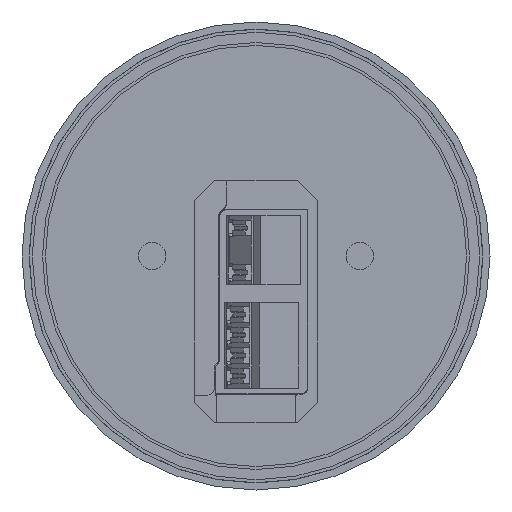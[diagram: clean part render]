
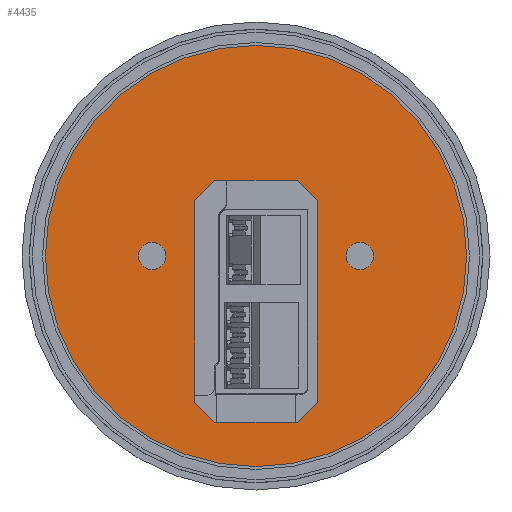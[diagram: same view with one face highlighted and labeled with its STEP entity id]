
A CAD part, front view. The second image highlights one B-rep face of the part: STEP entity #4435.
In plain terms, the highlighted planar face has unit normal (0, -1, 0).
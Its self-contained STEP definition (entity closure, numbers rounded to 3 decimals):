
#58 = PLANE ( 'NONE',  #6133 ) ;
#159 = AXIS2_PLACEMENT_3D ( 'NONE', #7837, #4086, #3495 ) ;
#189 = CARTESIAN_POINT ( 'NONE',  ( -17.75, 0., -2.35 ) ) ;
#309 = VERTEX_POINT ( 'NONE', #1938 ) ;
#327 = VERTEX_POINT ( 'NONE', #1444 ) ;
#411 = DIRECTION ( 'NONE',  ( 0., 0., -1. ) ) ;
#564 = VERTEX_POINT ( 'NONE', #7881 ) ;
#584 = EDGE_LOOP ( 'NONE', ( #1784, #7878, #1461, #4774, #5587, #5652, #9263, #838 ) ) ;
#632 = CARTESIAN_POINT ( 'NONE',  ( 10.5, 0., 0. ) ) ;
#707 = DIRECTION ( 'NONE',  ( -1., 0., 0. ) ) ;
#748 = LINE ( 'NONE', #7540, #2188 ) ;
#838 = ORIENTED_EDGE ( 'NONE', *, *, #2422, .T. ) ;
#966 = DIRECTION ( 'NONE',  ( 0., 1., 0. ) ) ;
#1177 = AXIS2_PLACEMENT_3D ( 'NONE', #4567, #9052, #9004 ) ;
#1260 = CARTESIAN_POINT ( 'NONE',  ( -7.05, 0., -28.45 ) ) ;
#1444 = CARTESIAN_POINT ( 'NONE',  ( -7.05, 0., 12.95 ) ) ;
#1457 = DIRECTION ( 'NONE',  ( 0., 0., 1. ) ) ;
#1459 = VERTEX_POINT ( 'NONE', #4384 ) ;
#1461 = ORIENTED_EDGE ( 'NONE', *, *, #5729, .T. ) ;
#1496 = VERTEX_POINT ( 'NONE', #3264 ) ;
#1504 = CARTESIAN_POINT ( 'NONE',  ( -10.5, 0., 0. ) ) ;
#1651 = EDGE_CURVE ( 'NONE', #2343, #3045, #8923, .T. ) ;
#1765 = VERTEX_POINT ( 'NONE', #3013 ) ;
#1784 = ORIENTED_EDGE ( 'NONE', *, *, #3825, .T. ) ;
#1801 = EDGE_CURVE ( 'NONE', #1496, #1765, #6145, .T. ) ;
#1832 = DIRECTION ( 'NONE',  ( 0., 0., -1. ) ) ;
#1859 = DIRECTION ( 'NONE',  ( 0., 1., 0. ) ) ;
#1898 = DIRECTION ( 'NONE',  ( -0.707, 0., 0.707 ) ) ;
#1938 = CARTESIAN_POINT ( 'NONE',  ( -7.05, 0., -28.45 ) ) ;
#1982 = ORIENTED_EDGE ( 'NONE', *, *, #1651, .T. ) ;
#1989 = CARTESIAN_POINT ( 'NONE',  ( 0., 0., 12.95 ) ) ;
#2082 = LINE ( 'NONE', #1504, #3465 ) ;
#2091 = CIRCLE ( 'NONE', #7012, 2.35 ) ;
#2188 = VECTOR ( 'NONE', #8888, 1000. ) ;
#2192 = VERTEX_POINT ( 'NONE', #3577 ) ;
#2263 = FACE_BOUND ( 'NONE', #3469, .T. ) ;
#2343 = VERTEX_POINT ( 'NONE', #4159 ) ;
#2407 = DIRECTION ( 'NONE',  ( 0., 1., 0. ) ) ;
#2422 = EDGE_CURVE ( 'NONE', #327, #7343, #6366, .T. ) ;
#2439 = LINE ( 'NONE', #4842, #3827 ) ;
#2442 = CIRCLE ( 'NONE', #2757, 2.35 ) ;
#2511 = EDGE_CURVE ( 'NONE', #9479, #1459, #2082, .T. ) ;
#2614 = EDGE_LOOP ( 'NONE', ( #6617, #1982 ) ) ;
#2721 = CARTESIAN_POINT ( 'NONE',  ( -10.5, 0., 9.5 ) ) ;
#2757 = AXIS2_PLACEMENT_3D ( 'NONE', #9317, #1859, #411 ) ;
#2815 = CARTESIAN_POINT ( 'NONE',  ( 7.05, 0., 12.95 ) ) ;
#2901 = ORIENTED_EDGE ( 'NONE', *, *, #4635, .T. ) ;
#2987 = CARTESIAN_POINT ( 'NONE',  ( -36.432, 0., -36.432 ) ) ;
#3013 = CARTESIAN_POINT ( 'NONE',  ( 17.75, 0., 2.35 ) ) ;
#3045 = VERTEX_POINT ( 'NONE', #189 ) ;
#3215 = VECTOR ( 'NONE', #1898, 1000. ) ;
#3228 = ORIENTED_EDGE ( 'NONE', *, *, #6839, .T. ) ;
#3264 = CARTESIAN_POINT ( 'NONE',  ( 17.75, 0., -2.35 ) ) ;
#3370 = ORIENTED_EDGE ( 'NONE', *, *, #8442, .T. ) ;
#3465 = VECTOR ( 'NONE', #1457, 1000. ) ;
#3467 = VERTEX_POINT ( 'NONE', #4093 ) ;
#3469 = EDGE_LOOP ( 'NONE', ( #8386, #3370 ) ) ;
#3495 = DIRECTION ( 'NONE',  ( 0., 0., -1. ) ) ;
#3521 = AXIS2_PLACEMENT_3D ( 'NONE', #4138, #6882, #1832 ) ;
#3531 = DIRECTION ( 'NONE',  ( 0.707, 0., 0.707 ) ) ;
#3577 = CARTESIAN_POINT ( 'NONE',  ( 0., 0., -36. ) ) ;
#3682 = DIRECTION ( 'NONE',  ( 0., 1., 0. ) ) ;
#3702 = FACE_OUTER_BOUND ( 'NONE', #4840, .T. ) ;
#3741 = CARTESIAN_POINT ( 'NONE',  ( -10.5, 0., -25. ) ) ;
#3806 = DIRECTION ( 'NONE',  ( 0., 0., -1. ) ) ;
#3825 = EDGE_CURVE ( 'NONE', #7343, #9055, #2439, .T. ) ;
#3827 = VECTOR ( 'NONE', #9224, 1000. ) ;
#4086 = DIRECTION ( 'NONE',  ( 0., 1., 0. ) ) ;
#4093 = CARTESIAN_POINT ( 'NONE',  ( 10.5, 0., -25. ) ) ;
#4138 = CARTESIAN_POINT ( 'NONE',  ( 0., 0., 0. ) ) ;
#4159 = CARTESIAN_POINT ( 'NONE',  ( -17.75, 0., 2.35 ) ) ;
#4226 = LINE ( 'NONE', #5139, #7533 ) ;
#4321 = EDGE_CURVE ( 'NONE', #9055, #3467, #9351, .T. ) ;
#4384 = CARTESIAN_POINT ( 'NONE',  ( -10.5, 0., 9.5 ) ) ;
#4435 = ADVANCED_FACE ( 'NONE', ( #6644, #2263, #4528, #3702 ), #58, .F. ) ;
#4528 = FACE_BOUND ( 'NONE', #584, .T. ) ;
#4567 = CARTESIAN_POINT ( 'NONE',  ( 0., 0., 0. ) ) ;
#4635 = EDGE_CURVE ( 'NONE', #4714, #2192, #8915, .T. ) ;
#4714 = VERTEX_POINT ( 'NONE', #8756 ) ;
#4761 = AXIS2_PLACEMENT_3D ( 'NONE', #8703, #3682, #7300 ) ;
#4774 = ORIENTED_EDGE ( 'NONE', *, *, #9272, .T. ) ;
#4840 = EDGE_LOOP ( 'NONE', ( #3228, #2901 ) ) ;
#4842 = CARTESIAN_POINT ( 'NONE',  ( 7.05, 0., 12.95 ) ) ;
#5139 = CARTESIAN_POINT ( 'NONE',  ( 0., 0., -28.45 ) ) ;
#5352 = CARTESIAN_POINT ( 'NONE',  ( -17.75, 0., 0. ) ) ;
#5587 = ORIENTED_EDGE ( 'NONE', *, *, #8835, .T. ) ;
#5652 = ORIENTED_EDGE ( 'NONE', *, *, #2511, .T. ) ;
#5729 = EDGE_CURVE ( 'NONE', #3467, #564, #748, .T. ) ;
#5736 = DIRECTION ( 'NONE',  ( 0., 0., -1. ) ) ;
#5847 = EDGE_CURVE ( 'NONE', #1459, #327, #8736, .T. ) ;
#6133 = AXIS2_PLACEMENT_3D ( 'NONE', #2987, #2407, #8143 ) ;
#6145 = CIRCLE ( 'NONE', #4761, 2.35 ) ;
#6366 = LINE ( 'NONE', #1989, #8234 ) ;
#6617 = ORIENTED_EDGE ( 'NONE', *, *, #6701, .T. ) ;
#6644 = FACE_BOUND ( 'NONE', #2614, .T. ) ;
#6701 = EDGE_CURVE ( 'NONE', #3045, #2343, #2091, .T. ) ;
#6787 = CARTESIAN_POINT ( 'NONE',  ( 10.5, 0., 9.5 ) ) ;
#6839 = EDGE_CURVE ( 'NONE', #2192, #4714, #8706, .T. ) ;
#6882 = DIRECTION ( 'NONE',  ( 0., -1., 0. ) ) ;
#6989 = LINE ( 'NONE', #1260, #3215 ) ;
#7012 = AXIS2_PLACEMENT_3D ( 'NONE', #5352, #966, #3806 ) ;
#7300 = DIRECTION ( 'NONE',  ( 0., 0., -1. ) ) ;
#7343 = VERTEX_POINT ( 'NONE', #2815 ) ;
#7408 = VECTOR ( 'NONE', #3531, 1000. ) ;
#7533 = VECTOR ( 'NONE', #707, 1000. ) ;
#7540 = CARTESIAN_POINT ( 'NONE',  ( 10.5, 0., -25. ) ) ;
#7669 = DIRECTION ( 'NONE',  ( 1., 0., 0. ) ) ;
#7837 = CARTESIAN_POINT ( 'NONE',  ( -17.75, 0., 0. ) ) ;
#7878 = ORIENTED_EDGE ( 'NONE', *, *, #4321, .T. ) ;
#7881 = CARTESIAN_POINT ( 'NONE',  ( 7.05, 0., -28.45 ) ) ;
#8143 = DIRECTION ( 'NONE',  ( 1., 0., 0. ) ) ;
#8234 = VECTOR ( 'NONE', #7669, 1000. ) ;
#8386 = ORIENTED_EDGE ( 'NONE', *, *, #1801, .T. ) ;
#8442 = EDGE_CURVE ( 'NONE', #1765, #1496, #2442, .T. ) ;
#8703 = CARTESIAN_POINT ( 'NONE',  ( 17.75, 0., 0. ) ) ;
#8706 = CIRCLE ( 'NONE', #1177, 36. ) ;
#8736 = LINE ( 'NONE', #2721, #7408 ) ;
#8756 = CARTESIAN_POINT ( 'NONE',  ( 0., 0., 36. ) ) ;
#8835 = EDGE_CURVE ( 'NONE', #309, #9479, #6989, .T. ) ;
#8888 = DIRECTION ( 'NONE',  ( -0.707, 0., -0.707 ) ) ;
#8915 = CIRCLE ( 'NONE', #3521, 36. ) ;
#8923 = CIRCLE ( 'NONE', #159, 2.35 ) ;
#9004 = DIRECTION ( 'NONE',  ( 0., 0., -1. ) ) ;
#9052 = DIRECTION ( 'NONE',  ( 0., -1., 0. ) ) ;
#9055 = VERTEX_POINT ( 'NONE', #6787 ) ;
#9224 = DIRECTION ( 'NONE',  ( 0.707, 0., -0.707 ) ) ;
#9263 = ORIENTED_EDGE ( 'NONE', *, *, #5847, .T. ) ;
#9272 = EDGE_CURVE ( 'NONE', #564, #309, #4226, .T. ) ;
#9317 = CARTESIAN_POINT ( 'NONE',  ( 17.75, 0., 0. ) ) ;
#9351 = LINE ( 'NONE', #632, #9514 ) ;
#9479 = VERTEX_POINT ( 'NONE', #3741 ) ;
#9514 = VECTOR ( 'NONE', #5736, 1000. ) ;
